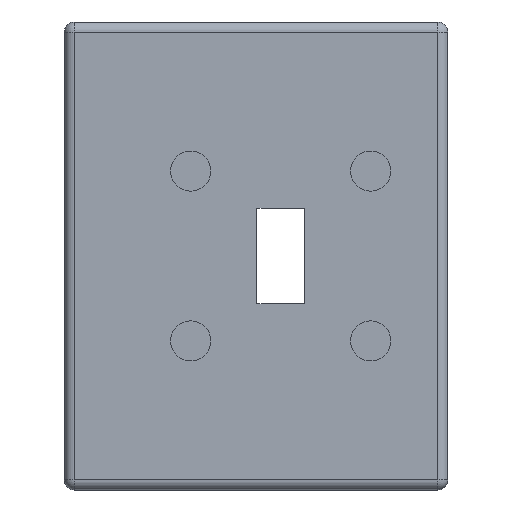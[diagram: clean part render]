
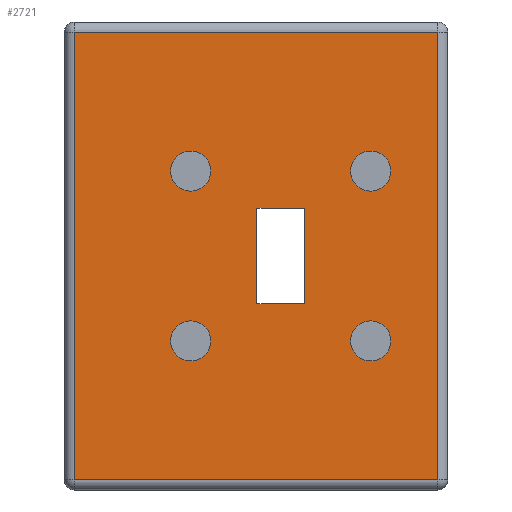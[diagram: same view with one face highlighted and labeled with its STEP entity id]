
A CAD part, left-side view. The second image highlights one B-rep face of the part: STEP entity #2721.
In plain terms, the highlighted planar face has unit normal (-1, 0, 0).
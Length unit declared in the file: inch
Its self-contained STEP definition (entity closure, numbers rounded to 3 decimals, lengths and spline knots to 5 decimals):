
#214 = CARTESIAN_POINT ( 'NONE',  ( -3.34646, -0.53496, 0.65898 ) ) ;
#382 = VERTEX_POINT ( 'NONE', #214 ) ;
#545 = ORIENTED_EDGE ( 'NONE', *, *, #21224, .F. ) ;
#605 = VECTOR ( 'NONE', #17812, 39.37008 ) ;
#776 = CARTESIAN_POINT ( 'NONE',  ( -3.34646, -0.14283, -0.14 ) ) ;
#953 = FACE_BOUND ( 'NONE', #15029, .T. ) ;
#1057 = CARTESIAN_POINT ( 'NONE',  ( -3.34646, 0.53496, 0.65898 ) ) ;
#1154 = LINE ( 'NONE', #8991, #5795 ) ;
#1527 = AXIS2_PLACEMENT_3D ( 'NONE', #14252, #10282, #14502 ) ;
#1611 = AXIS2_PLACEMENT_3D ( 'NONE', #3689, #18844, #11528 ) ;
#1671 = CARTESIAN_POINT ( 'NONE',  ( -3.34646, -0.3378, 0.19094 ) ) ;
#1705 = LINE ( 'NONE', #9413, #6975 ) ;
#1733 = CARTESIAN_POINT ( 'NONE',  ( -3.34646, 0.19213, 0.25 ) ) ;
#1813 = CARTESIAN_POINT ( 'NONE',  ( -3.34646, -0.00283, 0.14 ) ) ;
#2304 = EDGE_CURVE ( 'NONE', #13027, #2377, #4599, .T. ) ;
#2377 = VERTEX_POINT ( 'NONE', #20142 ) ;
#2574 = EDGE_CURVE ( 'NONE', #12647, #16892, #23515, .T. ) ;
#2630 = DIRECTION ( 'NONE',  ( 0., -1., 0. ) ) ;
#2671 = CIRCLE ( 'NONE', #10061, 0.05906 ) ;
#2721 = ADVANCED_FACE ( 'NONE', ( #953, #14337, #8549, #6874, #8300, #16374 ), #18424, .F. ) ;
#2779 = CARTESIAN_POINT ( 'NONE',  ( -3.34646, -0.00283, -0.14 ) ) ;
#2852 = EDGE_LOOP ( 'NONE', ( #7046, #25089, #20595, #25034 ) ) ;
#2938 = EDGE_CURVE ( 'NONE', #21150, #4403, #8923, .T. ) ;
#2984 = DIRECTION ( 'NONE',  ( 0., 0., 1. ) ) ;
#3688 = VERTEX_POINT ( 'NONE', #21014 ) ;
#3689 = CARTESIAN_POINT ( 'NONE',  ( -3.34646, -0.3378, 0.25 ) ) ;
#3798 = DIRECTION ( 'NONE',  ( -1., 0., 0. ) ) ;
#3938 = ORIENTED_EDGE ( 'NONE', *, *, #13616, .F. ) ;
#4181 = DIRECTION ( 'NONE',  ( 0., 0., 1. ) ) ;
#4192 = ORIENTED_EDGE ( 'NONE', *, *, #22682, .T. ) ;
#4403 = VERTEX_POINT ( 'NONE', #20713 ) ;
#4599 = LINE ( 'NONE', #8581, #11790 ) ;
#4779 = CARTESIAN_POINT ( 'NONE',  ( -3.34646, 0.19213, -0.19094 ) ) ;
#5129 = DIRECTION ( 'NONE',  ( 0., 0., 1. ) ) ;
#5295 = AXIS2_PLACEMENT_3D ( 'NONE', #1733, #9945, #5965 ) ;
#5414 = CARTESIAN_POINT ( 'NONE',  ( -3.34646, 0.19213, -0.25 ) ) ;
#5795 = VECTOR ( 'NONE', #5129, 39.37008 ) ;
#5965 = DIRECTION ( 'NONE',  ( 0., 0., 1. ) ) ;
#6364 = EDGE_CURVE ( 'NONE', #3688, #19900, #12747, .T. ) ;
#6421 = VERTEX_POINT ( 'NONE', #18774 ) ;
#6588 = DIRECTION ( 'NONE',  ( 0., 0., 1. ) ) ;
#6874 = FACE_BOUND ( 'NONE', #9088, .T. ) ;
#6891 = EDGE_CURVE ( 'NONE', #23715, #21150, #1154, .T. ) ;
#6975 = VECTOR ( 'NONE', #17234, 39.37008 ) ;
#7046 = ORIENTED_EDGE ( 'NONE', *, *, #2938, .F. ) ;
#8280 = ORIENTED_EDGE ( 'NONE', *, *, #25281, .F. ) ;
#8300 = FACE_BOUND ( 'NONE', #2852, .T. ) ;
#8452 = DIRECTION ( 'NONE',  ( 0., 0., -1. ) ) ;
#8549 = FACE_BOUND ( 'NONE', #17712, .T. ) ;
#8558 = VERTEX_POINT ( 'NONE', #2779 ) ;
#8581 = CARTESIAN_POINT ( 'NONE',  ( -3.34646, 0.53496, 0.68898 ) ) ;
#8676 = CARTESIAN_POINT ( 'NONE',  ( -3.34646, -0.56496, 0.68898 ) ) ;
#8923 = LINE ( 'NONE', #1813, #10813 ) ;
#8991 = CARTESIAN_POINT ( 'NONE',  ( -3.34646, -0.14283, 0.14 ) ) ;
#9088 = EDGE_LOOP ( 'NONE', ( #10569, #3938 ) ) ;
#9374 = EDGE_CURVE ( 'NONE', #19900, #3688, #16386, .T. ) ;
#9413 = CARTESIAN_POINT ( 'NONE',  ( -3.34646, -0.14283, -0.14 ) ) ;
#9623 = CARTESIAN_POINT ( 'NONE',  ( -3.34646, 0.19213, -0.30906 ) ) ;
#9945 = DIRECTION ( 'NONE',  ( -1., 0., 0. ) ) ;
#10061 = AXIS2_PLACEMENT_3D ( 'NONE', #5414, #14920, #20830 ) ;
#10223 = ORIENTED_EDGE ( 'NONE', *, *, #24526, .F. ) ;
#10282 = DIRECTION ( 'NONE',  ( -1., 0., 0. ) ) ;
#10293 = AXIS2_PLACEMENT_3D ( 'NONE', #14807, #19020, #2984 ) ;
#10341 = DIRECTION ( 'NONE',  ( 0., 0., -1. ) ) ;
#10354 = DIRECTION ( 'NONE',  ( 1., 0., 0. ) ) ;
#10569 = ORIENTED_EDGE ( 'NONE', *, *, #2574, .F. ) ;
#10813 = VECTOR ( 'NONE', #17601, 39.37008 ) ;
#11156 = ORIENTED_EDGE ( 'NONE', *, *, #17393, .F. ) ;
#11285 = VERTEX_POINT ( 'NONE', #20076 ) ;
#11308 = ORIENTED_EDGE ( 'NONE', *, *, #2304, .T. ) ;
#11344 = VECTOR ( 'NONE', #10341, 39.37008 ) ;
#11528 = DIRECTION ( 'NONE',  ( 0., 0., 1. ) ) ;
#11637 = CARTESIAN_POINT ( 'NONE',  ( -3.34646, -0.3378, 0.30906 ) ) ;
#11790 = VECTOR ( 'NONE', #8452, 39.37008 ) ;
#12647 = VERTEX_POINT ( 'NONE', #11637 ) ;
#12747 = CIRCLE ( 'NONE', #10293, 0.05906 ) ;
#13027 = VERTEX_POINT ( 'NONE', #1057 ) ;
#13616 = EDGE_CURVE ( 'NONE', #16892, #12647, #15963, .T. ) ;
#13670 = VECTOR ( 'NONE', #2630, 39.37008 ) ;
#13844 = ORIENTED_EDGE ( 'NONE', *, *, #24036, .T. ) ;
#14057 = EDGE_CURVE ( 'NONE', #8558, #23715, #1705, .T. ) ;
#14252 = CARTESIAN_POINT ( 'NONE',  ( -3.34646, 0.19213, -0.25 ) ) ;
#14280 = CARTESIAN_POINT ( 'NONE',  ( -3.34646, -0.3378, -0.25 ) ) ;
#14337 = FACE_BOUND ( 'NONE', #21638, .T. ) ;
#14502 = DIRECTION ( 'NONE',  ( 0., 0., 1. ) ) ;
#14566 = LINE ( 'NONE', #16604, #11344 ) ;
#14708 = DIRECTION ( 'NONE',  ( 0., 0., -1. ) ) ;
#14807 = CARTESIAN_POINT ( 'NONE',  ( -3.34646, -0.3378, -0.25 ) ) ;
#14920 = DIRECTION ( 'NONE',  ( -1., 0., 0. ) ) ;
#15029 = EDGE_LOOP ( 'NONE', ( #545, #10223 ) ) ;
#15284 = CARTESIAN_POINT ( 'NONE',  ( -3.34646, -0.14283, 0.14 ) ) ;
#15322 = EDGE_CURVE ( 'NONE', #4403, #8558, #14566, .T. ) ;
#15425 = CIRCLE ( 'NONE', #21167, 0.05906 ) ;
#15716 = AXIS2_PLACEMENT_3D ( 'NONE', #8676, #10354, #14708 ) ;
#15763 = LINE ( 'NONE', #23607, #605 ) ;
#15963 = CIRCLE ( 'NONE', #1611, 0.05906 ) ;
#15992 = LINE ( 'NONE', #19976, #13670 ) ;
#16333 = CARTESIAN_POINT ( 'NONE',  ( -3.34646, -0.53496, 0.68898 ) ) ;
#16374 = FACE_OUTER_BOUND ( 'NONE', #20420, .T. ) ;
#16386 = CIRCLE ( 'NONE', #20084, 0.05906 ) ;
#16571 = LINE ( 'NONE', #16333, #25318 ) ;
#16594 = ORIENTED_EDGE ( 'NONE', *, *, #20829, .T. ) ;
#16604 = CARTESIAN_POINT ( 'NONE',  ( -3.34646, -0.00283, -0.14 ) ) ;
#16892 = VERTEX_POINT ( 'NONE', #1671 ) ;
#16911 = VERTEX_POINT ( 'NONE', #21054 ) ;
#16983 = VERTEX_POINT ( 'NONE', #9623 ) ;
#17015 = DIRECTION ( 'NONE',  ( -1., 0., 0. ) ) ;
#17234 = DIRECTION ( 'NONE',  ( 0., -1., 0. ) ) ;
#17282 = CARTESIAN_POINT ( 'NONE',  ( -3.34646, 0.19213, 0.25 ) ) ;
#17393 = EDGE_CURVE ( 'NONE', #6421, #16911, #17589, .T. ) ;
#17589 = CIRCLE ( 'NONE', #5295, 0.05906 ) ;
#17601 = DIRECTION ( 'NONE',  ( 0., 1., 0. ) ) ;
#17712 = EDGE_LOOP ( 'NONE', ( #22159, #19522 ) ) ;
#17812 = DIRECTION ( 'NONE',  ( 0., 1., 0. ) ) ;
#18237 = DIRECTION ( 'NONE',  ( -1., 0., 0. ) ) ;
#18371 = CARTESIAN_POINT ( 'NONE',  ( -3.34646, -0.3378, -0.30906 ) ) ;
#18424 = PLANE ( 'NONE',  #15716 ) ;
#18774 = CARTESIAN_POINT ( 'NONE',  ( -3.34646, 0.19213, 0.19094 ) ) ;
#18844 = DIRECTION ( 'NONE',  ( -1., 0., 0. ) ) ;
#19020 = DIRECTION ( 'NONE',  ( -1., 0., 0. ) ) ;
#19522 = ORIENTED_EDGE ( 'NONE', *, *, #9374, .F. ) ;
#19900 = VERTEX_POINT ( 'NONE', #18371 ) ;
#19976 = CARTESIAN_POINT ( 'NONE',  ( -3.34646, -0.56496, -0.65898 ) ) ;
#20076 = CARTESIAN_POINT ( 'NONE',  ( -3.34646, -0.53496, -0.65898 ) ) ;
#20084 = AXIS2_PLACEMENT_3D ( 'NONE', #14280, #18237, #22233 ) ;
#20142 = CARTESIAN_POINT ( 'NONE',  ( -3.34646, 0.53496, -0.65898 ) ) ;
#20420 = EDGE_LOOP ( 'NONE', ( #4192, #16594, #13844, #11308 ) ) ;
#20595 = ORIENTED_EDGE ( 'NONE', *, *, #14057, .F. ) ;
#20633 = AXIS2_PLACEMENT_3D ( 'NONE', #21518, #3798, #4181 ) ;
#20713 = CARTESIAN_POINT ( 'NONE',  ( -3.34646, -0.00283, 0.14 ) ) ;
#20829 = EDGE_CURVE ( 'NONE', #11285, #382, #16571, .T. ) ;
#20830 = DIRECTION ( 'NONE',  ( 0., 0., 1. ) ) ;
#21014 = CARTESIAN_POINT ( 'NONE',  ( -3.34646, -0.3378, -0.19094 ) ) ;
#21054 = CARTESIAN_POINT ( 'NONE',  ( -3.34646, 0.19213, 0.30906 ) ) ;
#21150 = VERTEX_POINT ( 'NONE', #15284 ) ;
#21167 = AXIS2_PLACEMENT_3D ( 'NONE', #17282, #17015, #21401 ) ;
#21224 = EDGE_CURVE ( 'NONE', #22112, #16983, #23289, .T. ) ;
#21401 = DIRECTION ( 'NONE',  ( 0., 0., 1. ) ) ;
#21518 = CARTESIAN_POINT ( 'NONE',  ( -3.34646, -0.3378, 0.25 ) ) ;
#21638 = EDGE_LOOP ( 'NONE', ( #8280, #11156 ) ) ;
#22112 = VERTEX_POINT ( 'NONE', #4779 ) ;
#22159 = ORIENTED_EDGE ( 'NONE', *, *, #6364, .F. ) ;
#22233 = DIRECTION ( 'NONE',  ( 0., 0., 1. ) ) ;
#22682 = EDGE_CURVE ( 'NONE', #2377, #11285, #15992, .T. ) ;
#23289 = CIRCLE ( 'NONE', #1527, 0.05906 ) ;
#23515 = CIRCLE ( 'NONE', #20633, 0.05906 ) ;
#23607 = CARTESIAN_POINT ( 'NONE',  ( -3.34646, -0.56496, 0.65898 ) ) ;
#23715 = VERTEX_POINT ( 'NONE', #776 ) ;
#24036 = EDGE_CURVE ( 'NONE', #382, #13027, #15763, .T. ) ;
#24526 = EDGE_CURVE ( 'NONE', #16983, #22112, #2671, .T. ) ;
#25034 = ORIENTED_EDGE ( 'NONE', *, *, #15322, .F. ) ;
#25089 = ORIENTED_EDGE ( 'NONE', *, *, #6891, .F. ) ;
#25281 = EDGE_CURVE ( 'NONE', #16911, #6421, #15425, .T. ) ;
#25318 = VECTOR ( 'NONE', #6588, 39.37008 ) ;
